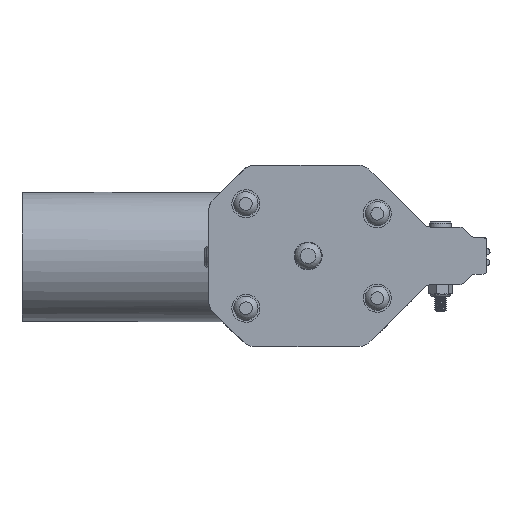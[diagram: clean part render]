
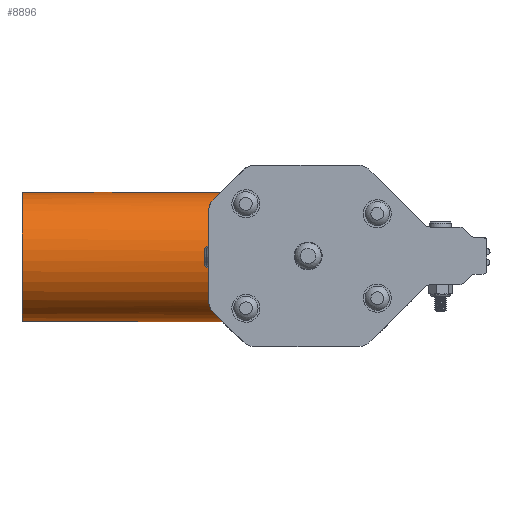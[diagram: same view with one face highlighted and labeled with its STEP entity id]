
A CAD part, left-side view. The second image highlights one B-rep face of the part: STEP entity #8896.
In plain terms, the highlighted cylindrical face has radius 25.4 mm (diameter 50.8 mm), a full revolution.
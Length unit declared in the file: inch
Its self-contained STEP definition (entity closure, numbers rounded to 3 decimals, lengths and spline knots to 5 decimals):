
#15=ELLIPSE('',#10022,1.41421,1.);
#16=ELLIPSE('',#10030,1.41421,1.);
#638=FACE_BOUND('',#3167,.T.);
#1005=LINE('',#39564,#1383);
#1011=LINE('',#39581,#1389);
#1383=VECTOR('',#12631,0.3937);
#1389=VECTOR('',#12651,0.3937);
#2281=FACE_OUTER_BOUND('',#3166,.T.);
#3166=EDGE_LOOP('',(#8090,#8091,#8092,#8093,#8094,#8095,#8096,#8097,#8098,
#8099));
#3167=EDGE_LOOP('',(#8100));
#3233=B_SPLINE_CURVE_WITH_KNOTS('',3,(#39589,#39590,#39591,#39592,#39593,
#39594),.UNSPECIFIED.,.F.,.F.,(4,2,4),(0.12926,0.20081,
0.2868),.UNSPECIFIED.);
#3234=B_SPLINE_CURVE_WITH_KNOTS('',3,(#39602,#39603,#39604,#39605,#39606,
#39607),.UNSPECIFIED.,.F.,.F.,(4,2,4),(0.83398,0.91998,
0.99152),.UNSPECIFIED.);
#3761=CIRCLE('',#10020,1.);
#3762=CIRCLE('',#10024,1.);
#3763=CIRCLE('',#10027,1.);
#3764=CIRCLE('',#10033,1.);
#3765=CIRCLE('',#10035,1.);
#4584=VERTEX_POINT('',#39562);
#4585=VERTEX_POINT('',#39563);
#4586=VERTEX_POINT('',#39568);
#4587=VERTEX_POINT('',#39572);
#4588=VERTEX_POINT('',#39576);
#4589=VERTEX_POINT('',#39580);
#4590=VERTEX_POINT('',#39584);
#4591=VERTEX_POINT('',#39588);
#4592=VERTEX_POINT('',#39597);
#4593=VERTEX_POINT('',#39601);
#4594=VERTEX_POINT('',#39612);
#5743=EDGE_CURVE('',#4584,#4585,#1005,.T.);
#5746=EDGE_CURVE('',#4586,#4584,#3761,.T.);
#5748=EDGE_CURVE('',#4587,#4586,#15,.T.);
#5750=EDGE_CURVE('',#4588,#4587,#3762,.T.);
#5752=EDGE_CURVE('',#4589,#4588,#1011,.T.);
#5754=EDGE_CURVE('',#4590,#4589,#3763,.T.);
#5756=EDGE_CURVE('',#4591,#4590,#3233,.T.);
#5758=EDGE_CURVE('',#4592,#4591,#16,.T.);
#5760=EDGE_CURVE('',#4593,#4592,#3234,.T.);
#5762=EDGE_CURVE('',#4585,#4593,#3764,.T.);
#5763=EDGE_CURVE('',#4594,#4594,#3765,.T.);
#8090=ORIENTED_EDGE('',*,*,#5762,.T.);
#8091=ORIENTED_EDGE('',*,*,#5760,.T.);
#8092=ORIENTED_EDGE('',*,*,#5758,.T.);
#8093=ORIENTED_EDGE('',*,*,#5756,.T.);
#8094=ORIENTED_EDGE('',*,*,#5754,.T.);
#8095=ORIENTED_EDGE('',*,*,#5752,.T.);
#8096=ORIENTED_EDGE('',*,*,#5750,.T.);
#8097=ORIENTED_EDGE('',*,*,#5748,.T.);
#8098=ORIENTED_EDGE('',*,*,#5746,.T.);
#8099=ORIENTED_EDGE('',*,*,#5743,.T.);
#8100=ORIENTED_EDGE('',*,*,#5763,.F.);
#8283=CYLINDRICAL_SURFACE('',#10034,1.);
#8896=ADVANCED_FACE('',(#2281,#638),#8283,.T.);
#10020=AXIS2_PLACEMENT_3D('',#39569,#12636,#12637);
#10022=AXIS2_PLACEMENT_3D('',#39573,#12641,#12642);
#10024=AXIS2_PLACEMENT_3D('',#39577,#12646,#12647);
#10027=AXIS2_PLACEMENT_3D('',#39585,#12655,#12656);
#10030=AXIS2_PLACEMENT_3D('',#39598,#12663,#12664);
#10033=AXIS2_PLACEMENT_3D('',#39610,#12671,#12672);
#10034=AXIS2_PLACEMENT_3D('',#39611,#12673,#12674);
#10035=AXIS2_PLACEMENT_3D('',#39613,#12675,#12676);
#12631=DIRECTION('',(0.,-1.,0.));
#12636=DIRECTION('center_axis',(0.,1.,0.));
#12637=DIRECTION('ref_axis',(-0.815,0.,-0.579));
#12641=DIRECTION('center_axis',(0.,0.707,
0.707));
#12642=DIRECTION('ref_axis',(0.,0.707,-0.707));
#12646=DIRECTION('center_axis',(0.,1.,0.));
#12647=DIRECTION('ref_axis',(-0.815,0.,-0.579));
#12651=DIRECTION('',(0.,1.,0.));
#12655=DIRECTION('center_axis',(0.,1.,0.));
#12656=DIRECTION('ref_axis',(-0.815,0.,-0.579));
#12663=DIRECTION('center_axis',(0.,0.707,
-0.707));
#12664=DIRECTION('ref_axis',(0.,-0.707,-0.707));
#12671=DIRECTION('center_axis',(0.,1.,0.));
#12672=DIRECTION('ref_axis',(-0.815,0.,-0.579));
#12673=DIRECTION('center_axis',(0.,1.,0.));
#12674=DIRECTION('ref_axis',(-0.815,0.,-0.579));
#12675=DIRECTION('center_axis',(0.,1.,0.));
#12676=DIRECTION('ref_axis',(-0.815,0.,-0.579));
#39562=CARTESIAN_POINT('',(0.52306,0.61104,-0.667));
#39563=CARTESIAN_POINT('',(0.52306,0.56104,-0.667));
#39564=CARTESIAN_POINT('',(0.52306,0.11104,-0.667));
#39568=CARTESIAN_POINT('',(0.50529,0.61104,0.68633));
#39569=CARTESIAN_POINT('Origin',(-0.222,0.61104,0.));
#39572=CARTESIAN_POINT('',(-0.94929,0.61104,0.68633));
#39573=CARTESIAN_POINT('Origin',(-0.222,1.29737,0.));
#39576=CARTESIAN_POINT('',(-0.96705,0.61104,-0.667));
#39577=CARTESIAN_POINT('Origin',(-0.222,0.61104,0.));
#39580=CARTESIAN_POINT('',(-0.96705,0.56104,-0.667));
#39581=CARTESIAN_POINT('',(-0.96705,0.11104,-0.667));
#39584=CARTESIAN_POINT('',(-0.92959,0.56104,-0.70662));
#39585=CARTESIAN_POINT('Origin',(-0.222,0.56104,0.));
#39588=CARTESIAN_POINT('',(-0.88452,0.54347,-0.74904));
#39589=CARTESIAN_POINT('Ctrl Pts',(-0.88452,0.54347,
-0.74904));
#39590=CARTESIAN_POINT('Ctrl Pts',(-0.89049,0.54876,
-0.74376));
#39591=CARTESIAN_POINT('Ctrl Pts',(-0.89733,0.55294,
-0.73758));
#39592=CARTESIAN_POINT('Ctrl Pts',(-0.91284,0.55938,
-0.72309));
#39593=CARTESIAN_POINT('Ctrl Pts',(-0.92162,0.56104,
-0.7146));
#39594=CARTESIAN_POINT('Ctrl Pts',(-0.92959,0.56104,
-0.70662));
#39597=CARTESIAN_POINT('',(0.44052,0.54347,-0.74904));
#39598=CARTESIAN_POINT('Origin',(-0.222,1.29251,0.));
#39601=CARTESIAN_POINT('',(0.4856,0.56104,-0.70662));
#39602=CARTESIAN_POINT('Ctrl Pts',(0.4856,0.56104,
-0.70662));
#39603=CARTESIAN_POINT('Ctrl Pts',(0.47762,0.56104,
-0.7146));
#39604=CARTESIAN_POINT('Ctrl Pts',(0.46885,0.55938,
-0.72309));
#39605=CARTESIAN_POINT('Ctrl Pts',(0.45333,0.55294,
-0.73758));
#39606=CARTESIAN_POINT('Ctrl Pts',(0.4465,0.54876,
-0.74376));
#39607=CARTESIAN_POINT('Ctrl Pts',(0.44052,0.54347,-0.74904));
#39610=CARTESIAN_POINT('Origin',(-0.222,0.56104,0.));
#39611=CARTESIAN_POINT('Origin',(-0.222,0.11104,0.));
#39612=CARTESIAN_POINT('',(0.778,3.61104,0.));
#39613=CARTESIAN_POINT('Origin',(-0.222,3.61104,0.));
